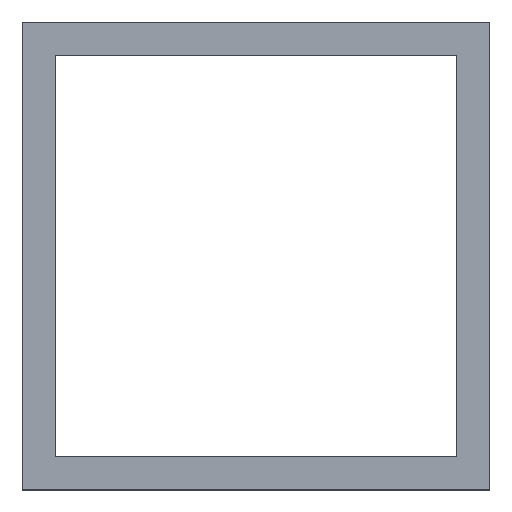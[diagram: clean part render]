
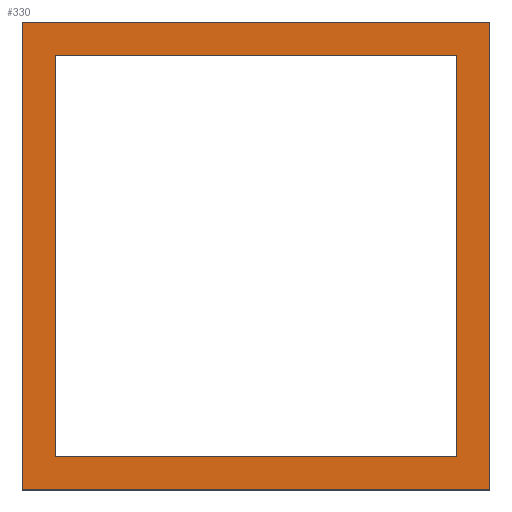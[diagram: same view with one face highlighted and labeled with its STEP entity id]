
A CAD part, top view. The second image highlights one B-rep face of the part: STEP entity #330.
In plain terms, the highlighted free-form (B-spline) face has degree [1, 1] with [2, 2] control points.
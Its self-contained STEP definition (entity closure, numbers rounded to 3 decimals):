
#70=CARTESIAN_POINT('',(-3.0,3.0,0.7));
#71=VERTEX_POINT('',#70);
#80=CARTESIAN_POINT('',(-3.0,-3.0,0.7));
#81=VERTEX_POINT('',#80);
#82=CARTESIAN_POINT('',(-3.0,3.0,0.7));
#83=DIRECTION('',(0.0,-1.0,0.0));
#84=VECTOR('',#83,6.0);
#85=LINE('',#82,#84);
#86=EDGE_CURVE('',#71,#81,#85,.T.);
#110=CARTESIAN_POINT('',(3.0,3.0,0.7));
#111=VERTEX_POINT('',#110);
#120=CARTESIAN_POINT('',(3.0,3.0,0.7));
#121=DIRECTION('',(-1.0,0.0,0.0));
#122=VECTOR('',#121,6.0);
#123=LINE('',#120,#122);
#124=EDGE_CURVE('',#111,#71,#123,.T.);
#141=CARTESIAN_POINT('',(3.0,-3.0,0.7));
#142=VERTEX_POINT('',#141);
#151=CARTESIAN_POINT('',(3.0,-3.0,0.7));
#152=DIRECTION('',(0.0,1.0,0.0));
#153=VECTOR('',#152,6.0);
#154=LINE('',#151,#153);
#155=EDGE_CURVE('',#142,#111,#154,.T.);
#173=CARTESIAN_POINT('',(-3.0,-3.0,0.7));
#174=DIRECTION('',(1.0,0.0,0.0));
#175=VECTOR('',#174,6.0);
#176=LINE('',#173,#175);
#177=EDGE_CURVE('',#81,#142,#176,.T.);
#194=CARTESIAN_POINT('',(3.5,3.5,0.7));
#195=VERTEX_POINT('',#194);
#196=CARTESIAN_POINT('',(-3.5,3.5,0.7));
#197=VERTEX_POINT('',#196);
#198=CARTESIAN_POINT('',(3.5,3.5,0.7));
#199=DIRECTION('',(-1.0,0.0,0.0));
#200=VECTOR('',#199,7.0);
#201=LINE('',#198,#200);
#202=EDGE_CURVE('',#195,#197,#201,.T.);
#234=CARTESIAN_POINT('',(-3.5,-3.5,0.7));
#235=VERTEX_POINT('',#234);
#236=CARTESIAN_POINT('',(-3.5,3.5,0.7));
#237=DIRECTION('',(0.0,-1.0,0.0));
#238=VECTOR('',#237,7.0);
#239=LINE('',#236,#238);
#240=EDGE_CURVE('',#197,#235,#239,.T.);
#265=CARTESIAN_POINT('',(3.5,-3.5,0.7));
#266=VERTEX_POINT('',#265);
#267=CARTESIAN_POINT('',(-3.5,-3.5,0.7));
#268=DIRECTION('',(1.0,0.0,0.0));
#269=VECTOR('',#268,7.0);
#270=LINE('',#267,#269);
#271=EDGE_CURVE('',#235,#266,#270,.T.);
#296=CARTESIAN_POINT('',(3.5,-3.5,0.7));
#297=DIRECTION('',(0.0,1.0,0.0));
#298=VECTOR('',#297,7.0);
#299=LINE('',#296,#298);
#300=EDGE_CURVE('',#266,#195,#299,.T.);
#313=CARTESIAN_POINT('',(-3.5,-3.5,0.7));
#314=CARTESIAN_POINT('',(3.5,-3.5,0.7));
#315=CARTESIAN_POINT('',(-3.5,3.5,0.7));
#316=CARTESIAN_POINT('',(3.5,3.5,0.7));
#317=B_SPLINE_SURFACE_WITH_KNOTS('',1,1,((#313,#315),(#314,#316)),.UNSPECIFIED.,.F.,.F.,.U.,(2,2),(2,2),(0.0,7.0),(0.0,7.0),.UNSPECIFIED.);
#318=ORIENTED_EDGE('',*,*,#202,.T.);
#319=ORIENTED_EDGE('',*,*,#240,.T.);
#320=ORIENTED_EDGE('',*,*,#271,.T.);
#321=ORIENTED_EDGE('',*,*,#300,.T.);
#322=EDGE_LOOP('',(#318,#319,#320,#321));
#323=FACE_OUTER_BOUND('',#322,.T.);
#324=ORIENTED_EDGE('',*,*,#86,.F.);
#325=ORIENTED_EDGE('',*,*,#124,.F.);
#326=ORIENTED_EDGE('',*,*,#155,.F.);
#327=ORIENTED_EDGE('',*,*,#177,.F.);
#328=EDGE_LOOP('',(#324,#325,#326,#327));
#329=FACE_BOUND('',#328,.T.);
#330=ADVANCED_FACE('',(#323,#329),#317,.T.);
